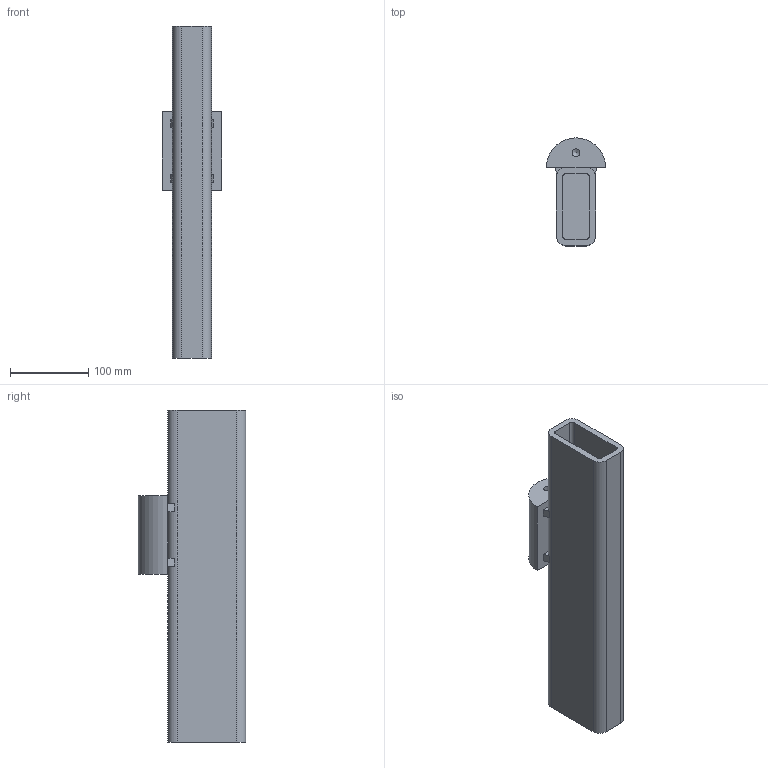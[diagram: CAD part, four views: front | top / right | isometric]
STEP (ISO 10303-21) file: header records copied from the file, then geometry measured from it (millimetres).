
FILE_DESCRIPTION(/* description */ (''),/* implementation_level */ '2;1');
FILE_NAME(/* name */ 'DTF 150.stp',/* time_stamp */ '2020-01-09T15:13:45+01:00',/* author */ ('Bruker'),/* organization */ (''),/* preprocessor_version */ 'ST-DEVELOPER v18',/* originating_system */ 'Autodesk Inventor 2020',/* authorisation */ '');
FILE_SCHEMA (('AUTOMOTIVE_DESIGN { 1 0 10303 214 3 1 1 }'));
Length unit declared in the file: millimetre
Products named in the file (5): DTF 150; DTF 150_1; DTF 150-1; DTS 120-3 Halvmåne; BWC 40-265-2-3 Skumgummi til innerrør
Assembly tree (4 placements, depth 2):
  DTF 150
    DTF 150_1
    DTF 150-1
    DTS 120-3 Halvmåne
    BWC 40-265-2-3 Skumgummi til innerrør
Bounding box: 76 x 138 x 425 mm (x, y, z)
Volume: 1259248.9 mm3; surface area: 266069.6 mm2
Topology: 7 solids, 7 shells, 202 faces, 535 edges, 357 vertices
Faces by surface type: plane 115, bspline 68, cylinder 18, cone 1
Full cylindrical faces by diameter (mm): 10.106 x1
Entity records: 6980 total; most frequent: CARTESIAN_POINT 2189, ORIENTED_EDGE 1068, DIRECTION 722, EDGE_CURVE 534, LINE 360, VECTOR 360, VERTEX_POINT 357, EDGE_LOOP 215
